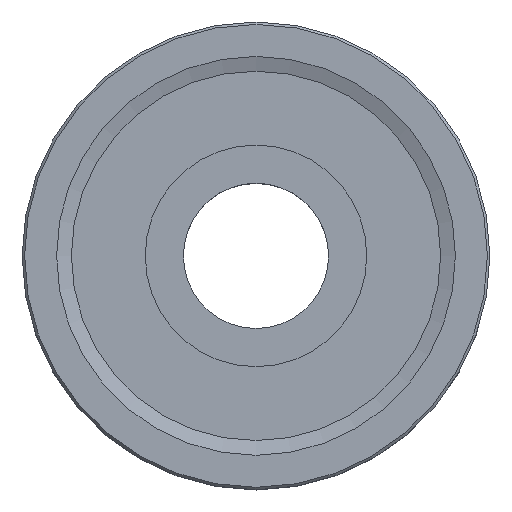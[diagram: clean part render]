
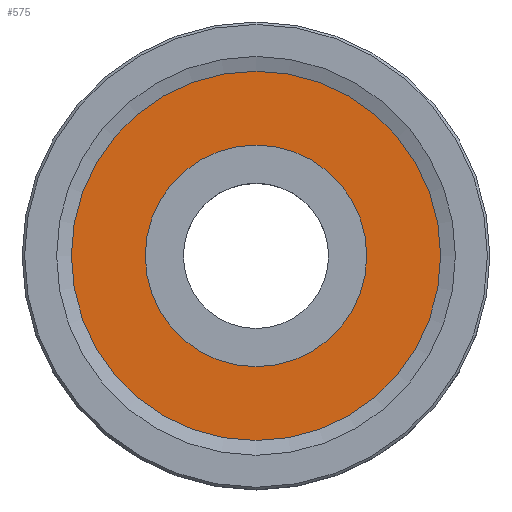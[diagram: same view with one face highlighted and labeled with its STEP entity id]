
A CAD part, top view. The second image highlights one B-rep face of the part: STEP entity #575.
In plain terms, the highlighted planar face has unit normal (0, 0, 1).
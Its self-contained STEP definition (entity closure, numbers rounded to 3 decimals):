
#509 = CONICAL_SURFACE('',#510,8.1,1.249);
#510 = AXIS2_PLACEMENT_3D('',#511,#512,#513);
#511 = CARTESIAN_POINT('',(0.,0.,3.));
#512 = DIRECTION('',(0.,0.,1.));
#513 = DIRECTION('',(1.,0.,0.));
#526 = VERTEX_POINT('',#527);
#527 = CARTESIAN_POINT('',(7.5,0.,2.8));
#548 = EDGE_CURVE('',#526,#526,#549,.T.);
#549 = SURFACE_CURVE('',#550,(#555,#562),.PCURVE_S1.);
#550 = CIRCLE('',#551,7.5);
#551 = AXIS2_PLACEMENT_3D('',#552,#553,#554);
#552 = CARTESIAN_POINT('',(0.,0.,2.8));
#553 = DIRECTION('',(0.,0.,-1.));
#554 = DIRECTION('',(1.,0.,0.));
#555 = PCURVE('',#509,#556);
#556 = DEFINITIONAL_REPRESENTATION('',(#557),#561);
#557 = LINE('',#558,#559);
#558 = CARTESIAN_POINT('',(-0.,-0.2));
#559 = VECTOR('',#560,1.);
#560 = DIRECTION('',(-1.,-0.));
#561 = ( GEOMETRIC_REPRESENTATION_CONTEXT(2) 
PARAMETRIC_REPRESENTATION_CONTEXT() REPRESENTATION_CONTEXT('2D SPACE',''
  ) );
#562 = PCURVE('',#563,#568);
#563 = PLANE('',#564);
#564 = AXIS2_PLACEMENT_3D('',#565,#566,#567);
#565 = CARTESIAN_POINT('',(0.,0.,2.8));
#566 = DIRECTION('',(-0.,0.,-1.));
#567 = DIRECTION('',(1.,0.,0.));
#568 = DEFINITIONAL_REPRESENTATION('',(#569),#573);
#569 = CIRCLE('',#570,7.5);
#570 = AXIS2_PLACEMENT_2D('',#571,#572);
#571 = CARTESIAN_POINT('',(0.,0.));
#572 = DIRECTION('',(1.,0.));
#573 = ( GEOMETRIC_REPRESENTATION_CONTEXT(2) 
PARAMETRIC_REPRESENTATION_CONTEXT() REPRESENTATION_CONTEXT('2D SPACE',''
  ) );
#575 = ADVANCED_FACE('',(#576,#579),#563,.F.);
#576 = FACE_BOUND('',#577,.F.);
#577 = EDGE_LOOP('',(#578));
#578 = ORIENTED_EDGE('',*,*,#548,.T.);
#579 = FACE_BOUND('',#580,.F.);
#580 = EDGE_LOOP('',(#581));
#581 = ORIENTED_EDGE('',*,*,#582,.F.);
#582 = EDGE_CURVE('',#583,#583,#585,.T.);
#583 = VERTEX_POINT('',#584);
#584 = CARTESIAN_POINT('',(4.5,0.,2.8));
#585 = SURFACE_CURVE('',#586,(#591,#598),.PCURVE_S1.);
#586 = CIRCLE('',#587,4.5);
#587 = AXIS2_PLACEMENT_3D('',#588,#589,#590);
#588 = CARTESIAN_POINT('',(0.,0.,2.8));
#589 = DIRECTION('',(0.,0.,-1.));
#590 = DIRECTION('',(1.,0.,0.));
#591 = PCURVE('',#563,#592);
#592 = DEFINITIONAL_REPRESENTATION('',(#593),#597);
#593 = CIRCLE('',#594,4.5);
#594 = AXIS2_PLACEMENT_2D('',#595,#596);
#595 = CARTESIAN_POINT('',(0.,0.));
#596 = DIRECTION('',(1.,0.));
#597 = ( GEOMETRIC_REPRESENTATION_CONTEXT(2) 
PARAMETRIC_REPRESENTATION_CONTEXT() REPRESENTATION_CONTEXT('2D SPACE',''
  ) );
#598 = PCURVE('',#599,#604);
#599 = CYLINDRICAL_SURFACE('',#600,4.5);
#600 = AXIS2_PLACEMENT_3D('',#601,#602,#603);
#601 = CARTESIAN_POINT('',(0.,0.,2.8));
#602 = DIRECTION('',(0.,0.,1.));
#603 = DIRECTION('',(1.,0.,0.));
#604 = DEFINITIONAL_REPRESENTATION('',(#605),#609);
#605 = LINE('',#606,#607);
#606 = CARTESIAN_POINT('',(-0.,0.));
#607 = VECTOR('',#608,1.);
#608 = DIRECTION('',(-1.,0.));
#609 = ( GEOMETRIC_REPRESENTATION_CONTEXT(2) 
PARAMETRIC_REPRESENTATION_CONTEXT() REPRESENTATION_CONTEXT('2D SPACE',''
  ) );
